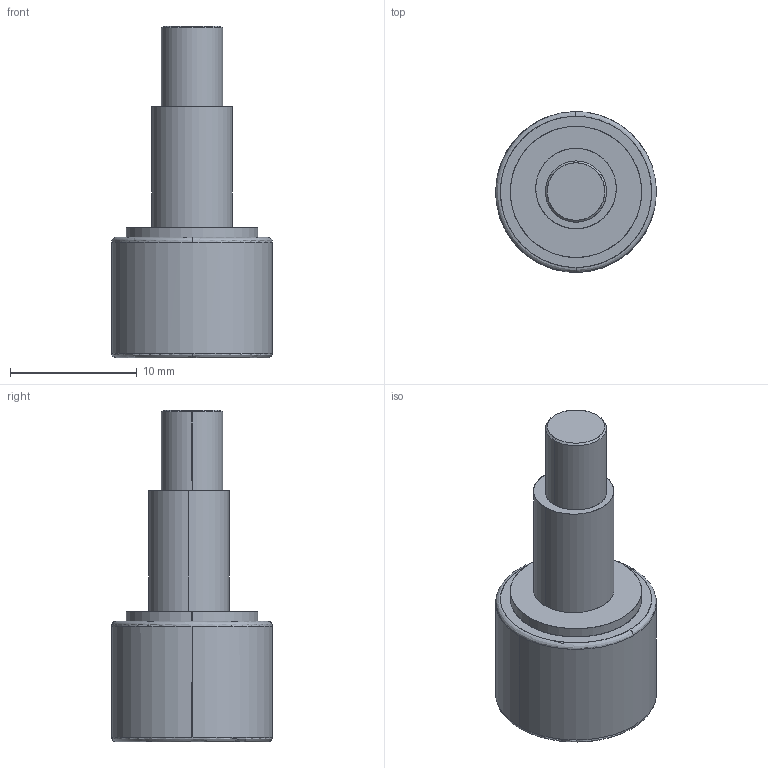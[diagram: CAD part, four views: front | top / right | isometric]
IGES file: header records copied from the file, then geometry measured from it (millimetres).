
Start section: SolidWorks IGES file using analytic representation for surfaces
Global section: file name: CFDEFAU03161153174100.igs; native system: SolidWorks 2007; preprocessor: SolidWorks 2007; author: partstream; date: 070316.115316; units: millimetre
Bounding box: 12.7 x 12.7 x 26.19 mm (x, y, z)
Surface area: 955.5 mm2 (no closed solid volume)
Topology: 0 solids, 0 shells, 26 faces, 382 edges, 385 vertices
Faces by surface type: bspline 16, revolution 10
